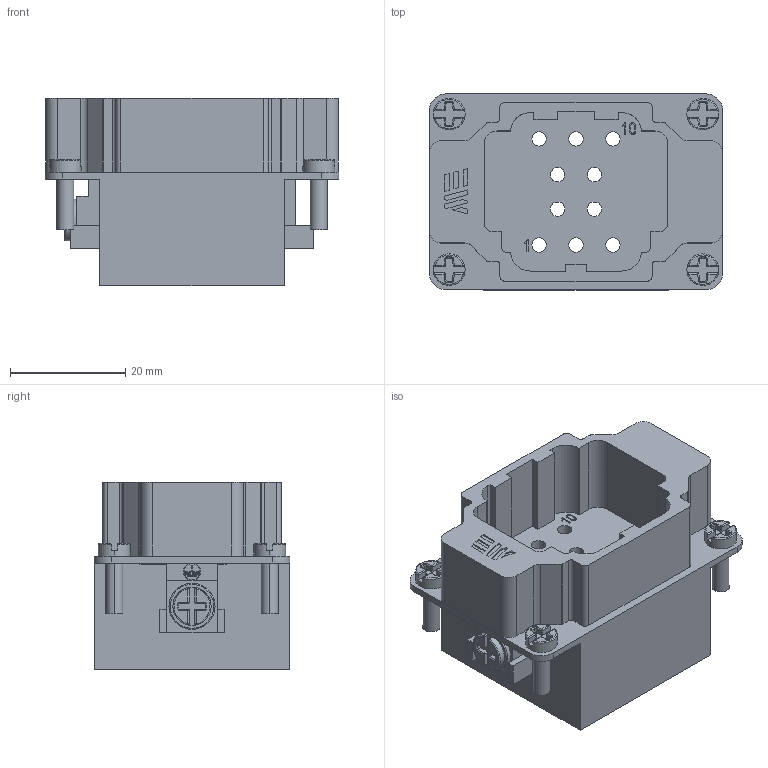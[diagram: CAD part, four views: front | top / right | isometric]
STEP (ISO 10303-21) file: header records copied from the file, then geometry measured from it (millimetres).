
FILE_DESCRIPTION (( 'STEP AP203' ), '1' );
FILE_NAME ('291213010.step', '2025-02-12T17:51:02', ( '' ), ( '' ), 'SwSTEP 2.0', 'SolidWorks 2024', '' );
FILE_SCHEMA (( 'CONFIG_CONTROL_DESIGN' ));
Length unit declared in the file: inch
Products named in the file (1): 291213010
Bounding box: 51 x 34 x 32.5 mm (x, y, z)
Volume: 26317.6 mm3; surface area: 12928.4 mm2
Topology: 1 solids, 1 shells, 484 faces, 1225 edges, 756 vertices
Faces by surface type: plane 230, cylinder 160, bspline 94
Entity records: 20546 total; most frequent: CARTESIAN_POINT 9432, ORIENTED_EDGE 2402, DIRECTION 2115, EDGE_CURVE 1201, VERTEX_POINT 756, LINE 745, VECTOR 745, AXIS2_PLACEMENT_3D 685
